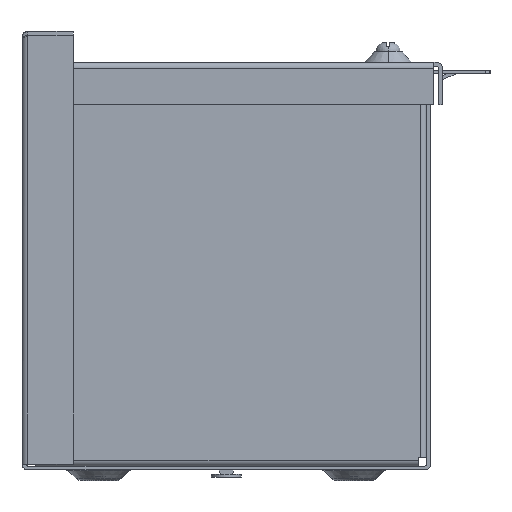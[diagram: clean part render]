
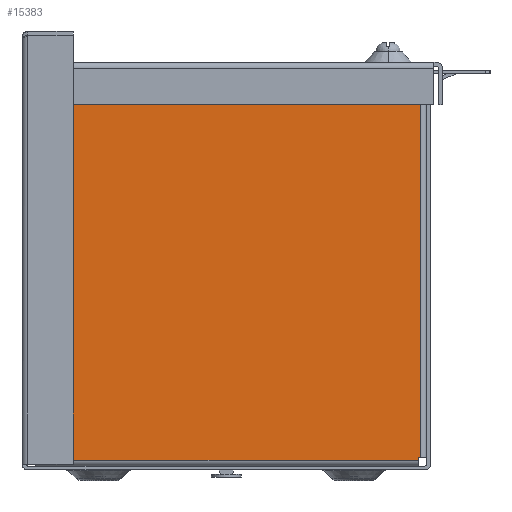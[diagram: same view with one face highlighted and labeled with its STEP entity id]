
A CAD part, left-side view. The second image highlights one B-rep face of the part: STEP entity #15383.
In plain terms, the highlighted planar face has unit normal (-1, 0, 0).
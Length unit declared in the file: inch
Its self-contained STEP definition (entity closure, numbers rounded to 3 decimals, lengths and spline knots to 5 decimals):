
#80 = ORIENTED_EDGE ( 'NONE', *, *, #9851, .T. ) ;
#92 = VECTOR ( 'NONE', #12480, 39.37008 ) ;
#176 = DIRECTION ( 'NONE',  ( 0., 0., 1. ) ) ;
#324 = LINE ( 'NONE', #547, #18721 ) ;
#520 = LINE ( 'NONE', #19713, #21862 ) ;
#547 = CARTESIAN_POINT ( 'NONE',  ( -9., 2.798, 0.182 ) ) ;
#686 = VECTOR ( 'NONE', #7101, 39.37008 ) ;
#883 = VERTEX_POINT ( 'NONE', #7343 ) ;
#928 = LINE ( 'NONE', #7870, #17987 ) ;
#1371 = CARTESIAN_POINT ( 'NONE',  ( -9., 2.798, 0.182 ) ) ;
#1393 = EDGE_CURVE ( 'NONE', #14617, #14775, #16180, .T. ) ;
#1677 = LINE ( 'NONE', #3717, #18957 ) ;
#2011 = LINE ( 'NONE', #8952, #92 ) ;
#2528 = CARTESIAN_POINT ( 'NONE',  ( -9., -2.943, 5.837 ) ) ;
#2998 = CARTESIAN_POINT ( 'NONE',  ( -9., -2.818, 0.182 ) ) ;
#3179 = CARTESIAN_POINT ( 'NONE',  ( -9., -2.818, 0.143 ) ) ;
#3574 = ORIENTED_EDGE ( 'NONE', *, *, #11763, .T. ) ;
#3629 = LINE ( 'NONE', #13984, #13600 ) ;
#3717 = CARTESIAN_POINT ( 'NONE',  ( -9., -2.818, 5.798 ) ) ;
#3926 = LINE ( 'NONE', #12238, #15752 ) ;
#3933 = CARTESIAN_POINT ( 'NONE',  ( -9., 2.798, 5.798 ) ) ;
#4022 = EDGE_CURVE ( 'NONE', #883, #14617, #9895, .T. ) ;
#4247 = ORIENTED_EDGE ( 'NONE', *, *, #22317, .T. ) ;
#4574 = FACE_OUTER_BOUND ( 'NONE', #17052, .T. ) ;
#4768 = EDGE_CURVE ( 'NONE', #21799, #12219, #520, .T. ) ;
#5411 = DIRECTION ( 'NONE',  ( 0., 0., 1. ) ) ;
#7101 = DIRECTION ( 'NONE',  ( 0., 0., 1. ) ) ;
#7192 = EDGE_CURVE ( 'NONE', #17422, #21221, #2011, .T. ) ;
#7249 = CARTESIAN_POINT ( 'NONE',  ( -9., -2.818, 5.798 ) ) ;
#7325 = CARTESIAN_POINT ( 'NONE',  ( -9., -2.818, 5.923 ) ) ;
#7343 = CARTESIAN_POINT ( 'NONE',  ( -9., -2.818, 5.837 ) ) ;
#7753 = VERTEX_POINT ( 'NONE', #3179 ) ;
#7870 = CARTESIAN_POINT ( 'NONE',  ( -9., 2.923, 5.798 ) ) ;
#8400 = EDGE_CURVE ( 'NONE', #12432, #13610, #3926, .T. ) ;
#8952 = CARTESIAN_POINT ( 'NONE',  ( -9., 2.837, 5.923 ) ) ;
#9347 = CARTESIAN_POINT ( 'NONE',  ( -9., -2.943, 0.182 ) ) ;
#9851 = EDGE_CURVE ( 'NONE', #13610, #13127, #1677, .T. ) ;
#9895 = LINE ( 'NONE', #2528, #15707 ) ;
#10455 = CARTESIAN_POINT ( 'NONE',  ( -9., 2.798, 5.837 ) ) ;
#11273 = DIRECTION ( 'NONE',  ( 0., -1., 0. ) ) ;
#11391 = ORIENTED_EDGE ( 'NONE', *, *, #13304, .T. ) ;
#11763 = EDGE_CURVE ( 'NONE', #12219, #7753, #3629, .T. ) ;
#12219 = VERTEX_POINT ( 'NONE', #19616 ) ;
#12238 = CARTESIAN_POINT ( 'NONE',  ( -9., -2.857, 5.923 ) ) ;
#12376 = DIRECTION ( 'NONE',  ( 0., -1., 0. ) ) ;
#12432 = VERTEX_POINT ( 'NONE', #17772 ) ;
#12471 = CARTESIAN_POINT ( 'NONE',  ( -9., 2.837, 5.798 ) ) ;
#12480 = DIRECTION ( 'NONE',  ( 0., 0., -1. ) ) ;
#12687 = LINE ( 'NONE', #7325, #15419 ) ;
#13127 = VERTEX_POINT ( 'NONE', #7249 ) ;
#13290 = VECTOR ( 'NONE', #21413, 39.37008 ) ;
#13304 = EDGE_CURVE ( 'NONE', #13127, #883, #12687, .T. ) ;
#13440 = DIRECTION ( 'NONE',  ( -1., 0., 0. ) ) ;
#13459 = DIRECTION ( 'NONE',  ( 0., 0., -1. ) ) ;
#13600 = VECTOR ( 'NONE', #20914, 39.37008 ) ;
#13610 = VERTEX_POINT ( 'NONE', #18753 ) ;
#13826 = ORIENTED_EDGE ( 'NONE', *, *, #4768, .T. ) ;
#13945 = ORIENTED_EDGE ( 'NONE', *, *, #18631, .T. ) ;
#13984 = CARTESIAN_POINT ( 'NONE',  ( -9., -2.943, 0.143 ) ) ;
#14049 = LINE ( 'NONE', #19250, #686 ) ;
#14492 = CARTESIAN_POINT ( 'NONE',  ( -9., 2.798, 5.798 ) ) ;
#14617 = VERTEX_POINT ( 'NONE', #10455 ) ;
#14775 = VERTEX_POINT ( 'NONE', #3933 ) ;
#15383 = ADVANCED_FACE ( 'NONE', ( #4574 ), #20136, .T. ) ;
#15419 = VECTOR ( 'NONE', #5411, 39.37008 ) ;
#15707 = VECTOR ( 'NONE', #16717, 39.37008 ) ;
#15752 = VECTOR ( 'NONE', #176, 39.37008 ) ;
#15889 = DIRECTION ( 'NONE',  ( 0., 1., 0. ) ) ;
#15950 = ORIENTED_EDGE ( 'NONE', *, *, #20547, .T. ) ;
#16078 = ORIENTED_EDGE ( 'NONE', *, *, #7192, .T. ) ;
#16180 = LINE ( 'NONE', #14492, #13290 ) ;
#16681 = ORIENTED_EDGE ( 'NONE', *, *, #1393, .T. ) ;
#16717 = DIRECTION ( 'NONE',  ( 0., 1., 0. ) ) ;
#16954 = AXIS2_PLACEMENT_3D ( 'NONE', #22073, #13440, #18436 ) ;
#17052 = EDGE_LOOP ( 'NONE', ( #3574, #13945, #17199, #18585, #80, #11391, #22487, #16681, #15950, #16078, #4247, #13826 ) ) ;
#17199 = ORIENTED_EDGE ( 'NONE', *, *, #21449, .T. ) ;
#17422 = VERTEX_POINT ( 'NONE', #12471 ) ;
#17772 = CARTESIAN_POINT ( 'NONE',  ( -9., -2.857, 0.182 ) ) ;
#17810 = VERTEX_POINT ( 'NONE', #2998 ) ;
#17987 = VECTOR ( 'NONE', #18306, 39.37008 ) ;
#18306 = DIRECTION ( 'NONE',  ( 0., 1., 0. ) ) ;
#18436 = DIRECTION ( 'NONE',  ( 0., 1., 0. ) ) ;
#18585 = ORIENTED_EDGE ( 'NONE', *, *, #8400, .T. ) ;
#18631 = EDGE_CURVE ( 'NONE', #7753, #17810, #14049, .T. ) ;
#18721 = VECTOR ( 'NONE', #12376, 39.37008 ) ;
#18753 = CARTESIAN_POINT ( 'NONE',  ( -9., -2.857, 5.798 ) ) ;
#18957 = VECTOR ( 'NONE', #15889, 39.37008 ) ;
#19250 = CARTESIAN_POINT ( 'NONE',  ( -9., -2.818, 0.182 ) ) ;
#19429 = VECTOR ( 'NONE', #11273, 39.37008 ) ;
#19616 = CARTESIAN_POINT ( 'NONE',  ( -9., 2.798, 0.143 ) ) ;
#19713 = CARTESIAN_POINT ( 'NONE',  ( -9., 2.798, 0.057 ) ) ;
#20136 = PLANE ( 'NONE',  #16954 ) ;
#20547 = EDGE_CURVE ( 'NONE', #14775, #17422, #928, .T. ) ;
#20914 = DIRECTION ( 'NONE',  ( 0., -1., 0. ) ) ;
#21221 = VERTEX_POINT ( 'NONE', #22188 ) ;
#21413 = DIRECTION ( 'NONE',  ( 0., 0., -1. ) ) ;
#21449 = EDGE_CURVE ( 'NONE', #17810, #12432, #21838, .T. ) ;
#21799 = VERTEX_POINT ( 'NONE', #1371 ) ;
#21838 = LINE ( 'NONE', #9347, #19429 ) ;
#21862 = VECTOR ( 'NONE', #13459, 39.37008 ) ;
#22073 = CARTESIAN_POINT ( 'NONE',  ( -9., -2.943, 5.923 ) ) ;
#22188 = CARTESIAN_POINT ( 'NONE',  ( -9., 2.837, 0.182 ) ) ;
#22317 = EDGE_CURVE ( 'NONE', #21221, #21799, #324, .T. ) ;
#22487 = ORIENTED_EDGE ( 'NONE', *, *, #4022, .T. ) ;
